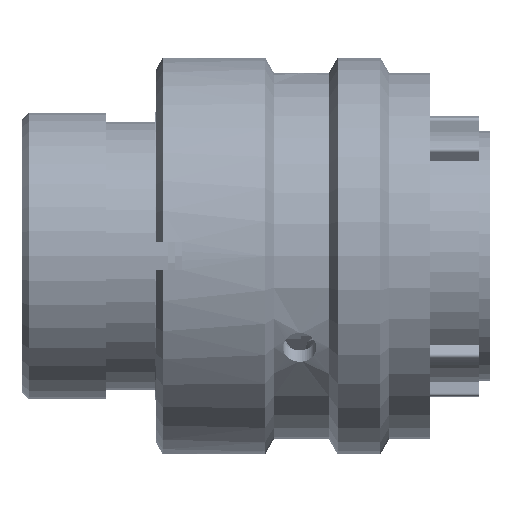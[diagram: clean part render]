
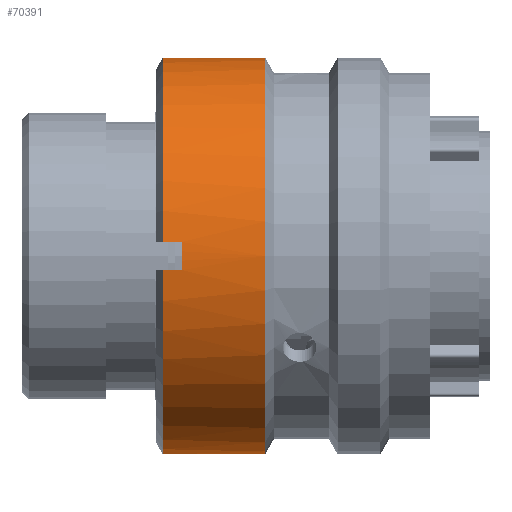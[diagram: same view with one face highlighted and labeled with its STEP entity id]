
A CAD part, front view. The second image highlights one B-rep face of the part: STEP entity #70391.
In plain terms, the highlighted cylindrical face has radius 14.15 mm (diameter 28.3 mm), a partial arc.
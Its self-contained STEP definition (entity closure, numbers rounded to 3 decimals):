
#16729 = CARTESIAN_POINT ( 'NONE',  ( 17.324, 0., -14.15 ) ) ;
#16733 = CARTESIAN_POINT ( 'NONE',  ( 17.324, 0., 14.15 ) ) ;
#16744 = CARTESIAN_POINT ( 'NONE',  ( 11.42, 0., -14.15 ) ) ;
#16745 = CARTESIAN_POINT ( 'NONE',  ( 11.42, 0., 14.15 ) ) ;
#16804 = CARTESIAN_POINT ( 'NONE',  ( 10.02, -1., 14.115 ) ) ;
#16807 = CARTESIAN_POINT ( 'NONE',  ( 10.02, -14.115, 1. ) ) ;
#16808 = CARTESIAN_POINT ( 'NONE',  ( 11.42, -14.115, 1. ) ) ;
#16810 = CARTESIAN_POINT ( 'NONE',  ( 11.42, -1., 14.115 ) ) ;
#16812 = CARTESIAN_POINT ( 'NONE',  ( 11.42, -14.115, -1. ) ) ;
#16813 = CARTESIAN_POINT ( 'NONE',  ( 10.02, -14.115, -1. ) ) ;
#16814 = CARTESIAN_POINT ( 'NONE',  ( 10.02, -1., -14.115 ) ) ;
#16815 = CARTESIAN_POINT ( 'NONE',  ( 11.42, -1., -14.115 ) ) ;
#24440 = VERTEX_POINT ( 'NONE', #16729 ) ;
#24444 = VERTEX_POINT ( 'NONE', #16733 ) ;
#24455 = VERTEX_POINT ( 'NONE', #16744 ) ;
#24456 = VERTEX_POINT ( 'NONE', #16745 ) ;
#24515 = VERTEX_POINT ( 'NONE', #16804 ) ;
#24518 = VERTEX_POINT ( 'NONE', #16807 ) ;
#24519 = VERTEX_POINT ( 'NONE', #16808 ) ;
#24521 = VERTEX_POINT ( 'NONE', #16810 ) ;
#24523 = VERTEX_POINT ( 'NONE', #16812 ) ;
#24524 = VERTEX_POINT ( 'NONE', #16813 ) ;
#24525 = VERTEX_POINT ( 'NONE', #16814 ) ;
#24526 = VERTEX_POINT ( 'NONE', #16815 ) ;
#51460 = VECTOR ( 'NONE', #58338, 1000. ) ;
#51470 = VECTOR ( 'NONE', #58342, 1000. ) ;
#51580 = CIRCLE ( 'NONE', #51587, 14.15 ) ;
#51583 = CIRCLE ( 'NONE', #51593, 14.15 ) ;
#51587 = AXIS2_PLACEMENT_3D ( 'NONE', #59148, #59150, #59151 ) ;
#51590 = VECTOR ( 'NONE', #59189, 1000. ) ;
#51593 = AXIS2_PLACEMENT_3D ( 'NONE', #59183, #59184, #59186 ) ;
#51595 = VECTOR ( 'NONE', #59196, 1000. ) ;
#51598 = CIRCLE ( 'NONE', #51603, 14.15 ) ;
#51600 = VECTOR ( 'NONE', #59205, 1000. ) ;
#51603 = AXIS2_PLACEMENT_3D ( 'NONE', #59200, #59202, #59203 ) ;
#51606 = CIRCLE ( 'NONE', #51611, 14.15 ) ;
#51608 = VECTOR ( 'NONE', #59214, 1000. ) ;
#51611 = AXIS2_PLACEMENT_3D ( 'NONE', #59208, #59210, #59211 ) ;
#51613 = CIRCLE ( 'NONE', #51618, 14.15 ) ;
#51615 = CIRCLE ( 'NONE', #51625, 14.15 ) ;
#51618 = AXIS2_PLACEMENT_3D ( 'NONE', #59222, #59223, #59224 ) ;
#51625 = AXIS2_PLACEMENT_3D ( 'NONE', #59227, #59229, #59230 ) ;
#58331 = CARTESIAN_POINT ( 'NONE',  ( 29.07, 0., 14.15 ) ) ;
#58334 = LINE ( 'NONE', #58331, #51460 ) ;
#58338 = DIRECTION ( 'NONE',  ( 1., 0., 0. ) ) ;
#58339 = LINE ( 'NONE', #58341, #51470 ) ;
#58341 = CARTESIAN_POINT ( 'NONE',  ( 29.07, 0., -14.15 ) ) ;
#58342 = DIRECTION ( 'NONE',  ( 1., 0., 0. ) ) ;
#59148 = CARTESIAN_POINT ( 'NONE',  ( 10.02, 0., 0. ) ) ;
#59150 = DIRECTION ( 'NONE',  ( 1., 0., 0. ) ) ;
#59151 = DIRECTION ( 'NONE',  ( 0., 0., -1. ) ) ;
#59172 = CARTESIAN_POINT ( 'NONE',  ( 29.07, -1., 14.115 ) ) ;
#59174 = LINE ( 'NONE', #59172, #51590 ) ;
#59178 = LINE ( 'NONE', #59181, #51600 ) ;
#59181 = CARTESIAN_POINT ( 'NONE',  ( 29.07, -14.115, -1. ) ) ;
#59183 = CARTESIAN_POINT ( 'NONE',  ( 11.42, 0., 0. ) ) ;
#59184 = DIRECTION ( 'NONE',  ( 1., 0., 0. ) ) ;
#59186 = DIRECTION ( 'NONE',  ( 0., 0., 1. ) ) ;
#59189 = DIRECTION ( 'NONE',  ( -1., 0., 0. ) ) ;
#59191 = LINE ( 'NONE', #59194, #51595 ) ;
#59194 = CARTESIAN_POINT ( 'NONE',  ( 29.07, -14.115, 1. ) ) ;
#59196 = DIRECTION ( 'NONE',  ( 1., 0., 0. ) ) ;
#59197 = LINE ( 'NONE', #59199, #51608 ) ;
#59199 = CARTESIAN_POINT ( 'NONE',  ( 29.07, -1., -14.115 ) ) ;
#59200 = CARTESIAN_POINT ( 'NONE',  ( 11.42, 0., 0. ) ) ;
#59202 = DIRECTION ( 'NONE',  ( 1., 0., 0. ) ) ;
#59203 = DIRECTION ( 'NONE',  ( 0., 0., 1. ) ) ;
#59205 = DIRECTION ( 'NONE',  ( -1., 0., 0. ) ) ;
#59208 = CARTESIAN_POINT ( 'NONE',  ( 10.02, 0., 0. ) ) ;
#59210 = DIRECTION ( 'NONE',  ( 1., 0., 0. ) ) ;
#59211 = DIRECTION ( 'NONE',  ( 0., 0., -1. ) ) ;
#59214 = DIRECTION ( 'NONE',  ( 1., 0., 0. ) ) ;
#59222 = CARTESIAN_POINT ( 'NONE',  ( 11.42, 0., 0. ) ) ;
#59223 = DIRECTION ( 'NONE',  ( 1., 0., 0. ) ) ;
#59224 = DIRECTION ( 'NONE',  ( 0., 0., 1. ) ) ;
#59227 = CARTESIAN_POINT ( 'NONE',  ( 17.324, 0., 0. ) ) ;
#59229 = DIRECTION ( 'NONE',  ( 1., 0., 0. ) ) ;
#59230 = DIRECTION ( 'NONE',  ( 0., 0., -1. ) ) ;
#66668 = EDGE_CURVE ( 'NONE', #24456, #24444, #58334, .T. ) ;
#66671 = EDGE_CURVE ( 'NONE', #24455, #24440, #58339, .T. ) ;
#66802 = EDGE_CURVE ( 'NONE', #24515, #24518, #51580, .T. ) ;
#66810 = EDGE_CURVE ( 'NONE', #24456, #24521, #51583, .T. ) ;
#66812 = EDGE_CURVE ( 'NONE', #24521, #24515, #59174, .T. ) ;
#66814 = EDGE_CURVE ( 'NONE', #24518, #24519, #59191, .T. ) ;
#66816 = EDGE_CURVE ( 'NONE', #24519, #24523, #51598, .T. ) ;
#66818 = EDGE_CURVE ( 'NONE', #24523, #24524, #59178, .T. ) ;
#66820 = EDGE_CURVE ( 'NONE', #24524, #24525, #51606, .T. ) ;
#66821 = EDGE_CURVE ( 'NONE', #24525, #24526, #59197, .T. ) ;
#66822 = EDGE_CURVE ( 'NONE', #24526, #24455, #51613, .T. ) ;
#66824 = EDGE_CURVE ( 'NONE', #24444, #24440, #51615, .T. ) ;
#70391 = ADVANCED_FACE ( 'NONE', ( #112850 ), #112848, .T. ) ;
#81325 = ORIENTED_EDGE ( 'NONE', *, *, #66668, .F. ) ;
#81326 = ORIENTED_EDGE ( 'NONE', *, *, #66810, .T. ) ;
#81327 = ORIENTED_EDGE ( 'NONE', *, *, #66812, .T. ) ;
#81328 = ORIENTED_EDGE ( 'NONE', *, *, #66802, .T. ) ;
#81329 = ORIENTED_EDGE ( 'NONE', *, *, #66814, .T. ) ;
#81330 = ORIENTED_EDGE ( 'NONE', *, *, #66816, .T. ) ;
#81331 = ORIENTED_EDGE ( 'NONE', *, *, #66818, .T. ) ;
#81332 = ORIENTED_EDGE ( 'NONE', *, *, #66820, .T. ) ;
#81333 = ORIENTED_EDGE ( 'NONE', *, *, #66821, .T. ) ;
#81334 = ORIENTED_EDGE ( 'NONE', *, *, #66822, .T. ) ;
#81335 = ORIENTED_EDGE ( 'NONE', *, *, #66671, .T. ) ;
#81336 = ORIENTED_EDGE ( 'NONE', *, *, #66824, .F. ) ;
#112848 = CYLINDRICAL_SURFACE ( 'NONE', #113375, 14.15 ) ;
#112850 = FACE_OUTER_BOUND ( 'NONE', #120109, .T. ) ;
#112853 = CARTESIAN_POINT ( 'NONE',  ( 29.07, 0., 0. ) ) ;
#112874 = DIRECTION ( 'NONE',  ( 1., 0., 0. ) ) ;
#112876 = DIRECTION ( 'NONE',  ( 0., 0., -1. ) ) ;
#113375 = AXIS2_PLACEMENT_3D ( 'NONE', #112853, #112874, #112876 ) ;
#120109 = EDGE_LOOP ( 'NONE', ( #81325, #81326, #81327, #81328, #81329, #81330, #81331, #81332, #81333, #81334, #81335, #81336 ) ) ;
